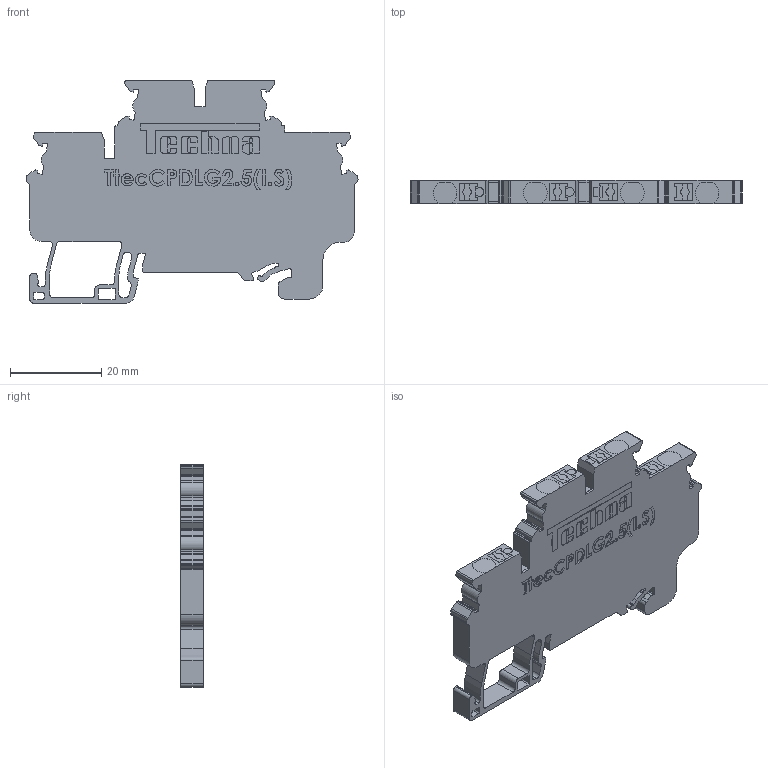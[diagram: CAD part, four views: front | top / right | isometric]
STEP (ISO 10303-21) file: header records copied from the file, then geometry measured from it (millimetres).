
FILE_DESCRIPTION (( 'STEP AP214' ), '1' );
FILE_NAME ('TtecCPDLG2.5(I.S).STEP', '2020-07-02T09:23:45', ( '' ), ( '' ), 'SwSTEP 2.0', 'SolidWorks 2020', '' );
FILE_SCHEMA (( 'AUTOMOTIVE_DESIGN' ));
Length unit declared in the file: millimetre
Products named in the file (1): TtecCPDLG2.5(I.S)
Bounding box: 72.7 x 5 x 48.7 mm (x, y, z)
Volume: 11893.2 mm3; surface area: 6989.5 mm2
Topology: 1 solids, 1 shells, 1051 faces, 2962 edges, 1974 vertices
Faces by surface type: plane 550, cylinder 317, bspline 184
Entity records: 50712 total; most frequent: CARTESIAN_POINT 16956, ORIENTED_EDGE 5924, DIRECTION 4964, EDGE_CURVE 2962, VERTEX_POINT 1974, VECTOR 1960, LINE 1960, AXIS2_PLACEMENT_3D 1502
